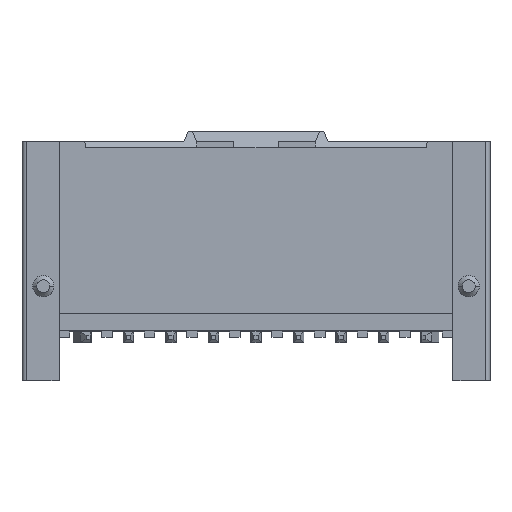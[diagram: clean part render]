
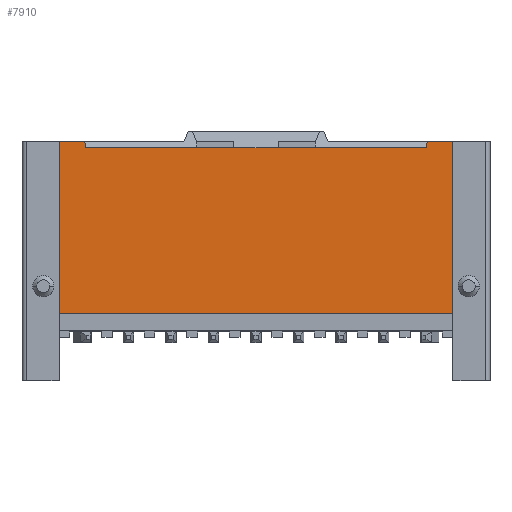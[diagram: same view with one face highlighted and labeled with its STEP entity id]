
A CAD part, top view. The second image highlights one B-rep face of the part: STEP entity #7910.
In plain terms, the highlighted planar face has unit normal (0, 0, 1).
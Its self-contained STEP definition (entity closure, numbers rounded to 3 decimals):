
#521=DIRECTION('',(-1.,0.,0.));
#522=VECTOR('',#521,1.15);
#523=CARTESIAN_POINT('',(-8.1,11.25,-0.1));
#524=LINE('',#523,#522);
#560=DIRECTION('',(-1.,0.,0.));
#561=VECTOR('',#560,1.15);
#562=CARTESIAN_POINT('',(9.25,11.25,-0.1));
#563=LINE('',#562,#561);
#1421=DIRECTION('',(-0.707,0.707,0.));
#1422=VECTOR('',#1421,0.141);
#1423=CARTESIAN_POINT('',(-8.,11.15,-0.1));
#1424=LINE('',#1423,#1422);
#1425=DIRECTION('',(0.,-1.,0.));
#1426=VECTOR('',#1425,0.2);
#1427=CARTESIAN_POINT('',(-8.,11.15,-0.1));
#1428=LINE('',#1427,#1426);
#1429=DIRECTION('',(1.,0.,0.));
#1430=VECTOR('',#1429,16.);
#1431=CARTESIAN_POINT('',(-8.,10.95,-0.1));
#1432=LINE('',#1431,#1430);
#1433=DIRECTION('',(0.,-1.,0.));
#1434=VECTOR('',#1433,0.2);
#1435=CARTESIAN_POINT('',(8.,11.15,-0.1));
#1436=LINE('',#1435,#1434);
#1437=DIRECTION('',(-0.707,-0.707,0.));
#1438=VECTOR('',#1437,0.141);
#1439=CARTESIAN_POINT('',(8.1,11.25,-0.1));
#1440=LINE('',#1439,#1438);
#1441=DIRECTION('',(-1.,0.,0.));
#1442=VECTOR('',#1441,18.5);
#1443=CARTESIAN_POINT('',(9.25,3.15,-0.1));
#1444=LINE('',#1443,#1442);
#1521=DIRECTION('',(0.,1.,0.));
#1522=VECTOR('',#1521,8.1);
#1523=CARTESIAN_POINT('',(9.25,3.15,-0.1));
#1524=LINE('',#1523,#1522);
#1657=DIRECTION('',(0.,1.,0.));
#1658=VECTOR('',#1657,8.1);
#1659=CARTESIAN_POINT('',(-9.25,3.15,-0.1));
#1660=LINE('',#1659,#1658);
#4714=CARTESIAN_POINT('',(9.25,3.15,-0.1));
#4716=VERTEX_POINT('',#4714);
#4724=CARTESIAN_POINT('',(-9.25,3.15,-0.1));
#4726=VERTEX_POINT('',#4724);
#4741=CARTESIAN_POINT('',(-9.25,11.25,-0.1));
#4743=VERTEX_POINT('',#4741);
#4745=CARTESIAN_POINT('',(9.25,11.25,-0.1));
#4747=VERTEX_POINT('',#4745);
#4893=CARTESIAN_POINT('',(-8.,10.95,-0.1));
#4894=CARTESIAN_POINT('',(8.,10.95,-0.1));
#4895=VERTEX_POINT('',#4893);
#4896=VERTEX_POINT('',#4894);
#5387=CARTESIAN_POINT('',(-8.,11.15,-0.1));
#5388=CARTESIAN_POINT('',(-8.1,11.25,-0.1));
#5389=VERTEX_POINT('',#5387);
#5390=VERTEX_POINT('',#5388);
#5391=CARTESIAN_POINT('',(8.1,11.25,-0.1));
#5392=CARTESIAN_POINT('',(8.,11.15,-0.1));
#5393=VERTEX_POINT('',#5391);
#5394=VERTEX_POINT('',#5392);
#7886=CARTESIAN_POINT('',(9.25,3.15,-0.1));
#7887=DIRECTION('',(0.,0.,-1.));
#7888=DIRECTION('',(0.,1.,0.));
#7889=AXIS2_PLACEMENT_3D('',#7886,#7887,#7888);
#7890=PLANE('',#7889);
#7892=ORIENTED_EDGE('',*,*,#7891,.F.);
#7894=ORIENTED_EDGE('',*,*,#7893,.T.);
#7896=ORIENTED_EDGE('',*,*,#7895,.T.);
#7898=ORIENTED_EDGE('',*,*,#7897,.F.);
#7899=ORIENTED_EDGE('',*,*,#7877,.F.);
#7900=ORIENTED_EDGE('',*,*,#6827,.F.);
#7902=ORIENTED_EDGE('',*,*,#7901,.F.);
#7904=ORIENTED_EDGE('',*,*,#7903,.T.);
#7906=ORIENTED_EDGE('',*,*,#7905,.T.);
#7907=ORIENTED_EDGE('',*,*,#6796,.F.);
#7908=EDGE_LOOP('',(#7892,#7894,#7896,#7898,#7899,#7900,#7902,#7904,#7906,
#7907));
#7909=FACE_OUTER_BOUND('',#7908,.F.);
#7910=ADVANCED_FACE('',(#7909),#7890,.F.);
#6796=EDGE_CURVE('',#5390,#4743,#524,.T.);
#6827=EDGE_CURVE('',#4747,#5393,#563,.T.);
#7877=EDGE_CURVE('',#5393,#5394,#1440,.T.);
#7891=EDGE_CURVE('',#5389,#5390,#1424,.T.);
#7893=EDGE_CURVE('',#5389,#4895,#1428,.T.);
#7895=EDGE_CURVE('',#4895,#4896,#1432,.T.);
#7897=EDGE_CURVE('',#5394,#4896,#1436,.T.);
#7901=EDGE_CURVE('',#4716,#4747,#1524,.T.);
#7903=EDGE_CURVE('',#4716,#4726,#1444,.T.);
#7905=EDGE_CURVE('',#4726,#4743,#1660,.T.);
